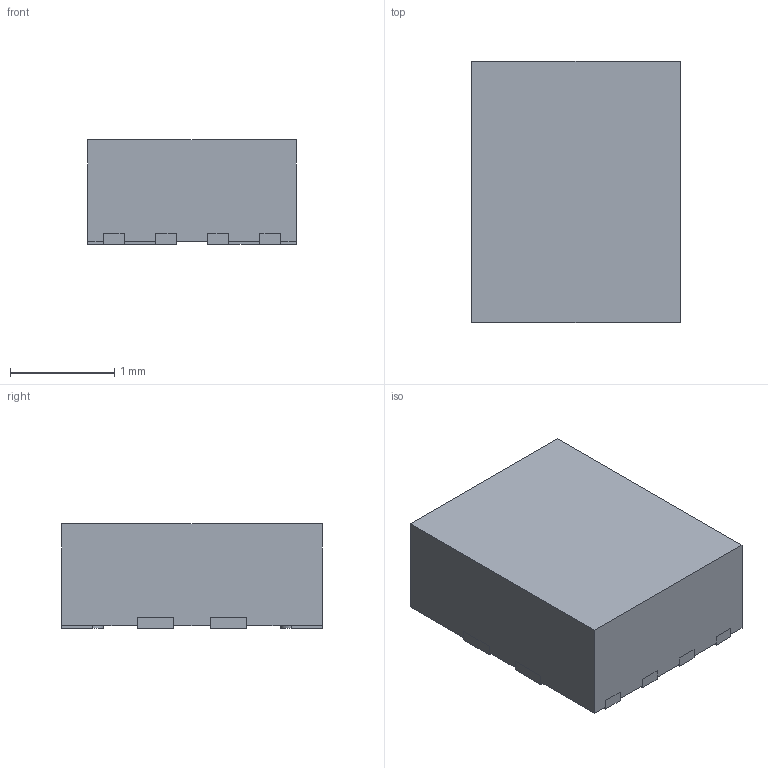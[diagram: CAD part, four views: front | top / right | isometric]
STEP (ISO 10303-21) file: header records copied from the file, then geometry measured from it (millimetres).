
FILE_DESCRIPTION((''),'2;1');
FILE_NAME('RUX0012A_ASM','2018-10-04T09:14:05',('a0412086'),(''),'CREO PARAMETRIC BY PTC INC, 2018020','CREO PARAMETRIC BY PTC INC, 2018020','');
FILE_SCHEMA(('AUTOMOTIVE_DESIGN { 1 0 10303 214 1 1 1 1 }'));
Length unit declared in the file: millimetre
Products named in the file (3): FRAME; MOLD; RUX0012A_ASM
Assembly tree (2 placements, depth 2):
  RUX0012A_ASM
    FRAME
    MOLD
Bounding box: 2 x 2.5 x 1 mm (x, y, z)
Volume: 4.9 mm3; surface area: 25 mm2
Topology: 13 solids, 13 shells, 126 faces, 300 edges, 200 vertices
Faces by surface type: plane 104, cylinder 22
Entity records: 4987 total; most frequent: CARTESIAN_POINT 665, DIRECTION 645, ORIENTED_EDGE 600, PRESENTATION_STYLE_ASSIGNMENT 325, STYLED_ITEM 313, CURVE_STYLE 300, EDGE_CURVE 300, VECTOR 256
